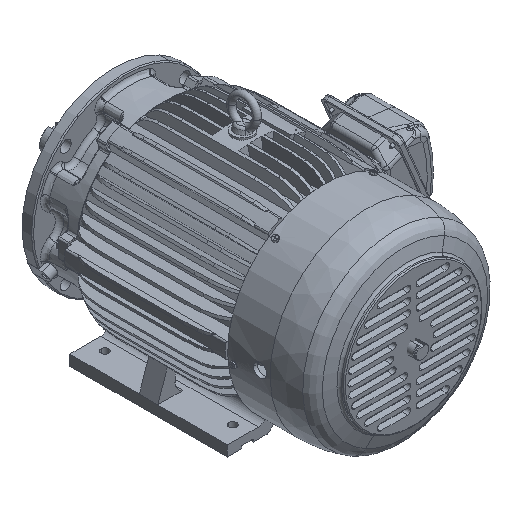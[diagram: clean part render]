
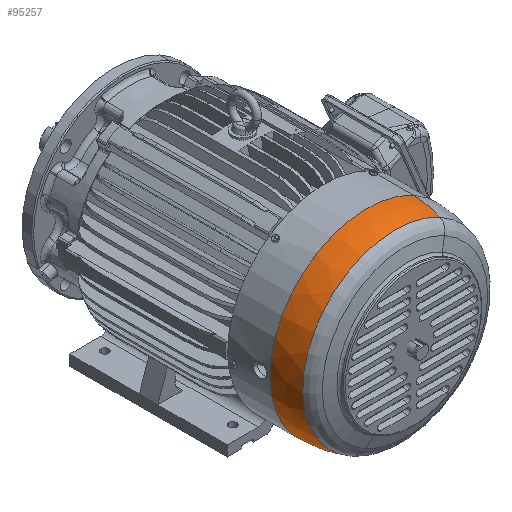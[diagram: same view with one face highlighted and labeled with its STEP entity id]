
A CAD part, isometric view. The second image highlights one B-rep face of the part: STEP entity #95257.
In plain terms, the highlighted spherical face has radius 182.75 mm.
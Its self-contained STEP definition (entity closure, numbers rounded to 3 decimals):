
#95170=CARTESIAN_POINT('Axis2P3D Location',(0.,-288.018,0.)) ;
#95174=CARTESIAN_POINT('Vertex',(-83.774,-288.018,-153.347)) ;
#95176=CARTESIAN_POINT('Vertex',(83.774,-288.018,153.347)) ;
#95227=CARTESIAN_POINT('Axis2P3D Location',(0.,-234.5,0.)) ;
#95232=CARTESIAN_POINT('Axis2P3D Location',(0.,-234.5,0.)) ;
#95236=CARTESIAN_POINT('Vertex',(-87.615,-234.5,-160.378)) ;
#95238=CARTESIAN_POINT('Vertex',(87.615,-234.5,160.378)) ;
#95241=CARTESIAN_POINT('Axis2P3D Location',(0.,-234.5,0.)) ;
#95246=CARTESIAN_POINT('Axis2P3D Location',(0.,-234.5,0.)) ;
#95171=DIRECTION('Axis2P3D Direction',(0.,1.,0.)) ;
#95228=DIRECTION('Axis2P3D Direction',(0.,1.,0.)) ;
#95229=DIRECTION('Axis2P3D XDirection',(0.479,0.,0.878)) ;
#95233=DIRECTION('Axis2P3D Direction',(0.,1.,0.)) ;
#95242=DIRECTION('Axis2P3D Direction',(0.878,0.,-0.479)) ;
#95247=DIRECTION('Axis2P3D Direction',(-0.878,0.,0.479)) ;
#95172=AXIS2_PLACEMENT_3D('Circle Axis2P3D',#95170,#95171,$) ;
#95230=AXIS2_PLACEMENT_3D('Sphere Axis2P3D',#95227,#95228,#95229) ;
#95234=AXIS2_PLACEMENT_3D('Circle Axis2P3D',#95232,#95233,$) ;
#95243=AXIS2_PLACEMENT_3D('Circle Axis2P3D',#95241,#95242,$) ;
#95248=AXIS2_PLACEMENT_3D('Circle Axis2P3D',#95246,#95247,$) ;
#95252=ORIENTED_EDGE('',*,*,#95240,.F.) ;
#95253=ORIENTED_EDGE('',*,*,#95245,.T.) ;
#95254=ORIENTED_EDGE('',*,*,#95178,.T.) ;
#95255=ORIENTED_EDGE('',*,*,#95250,.F.) ;
#95257=ADVANCED_FACE('31407C366.1',(#95256),#95231,.T.) ;
#95173=CIRCLE('generated circle',#95172,174.738) ;
#95235=CIRCLE('generated circle',#95234,182.75) ;
#95244=CIRCLE('generated circle',#95243,182.75) ;
#95249=CIRCLE('generated circle',#95248,182.75) ;
#95178=EDGE_CURVE('',#95175,#95177,#95173,.T.) ;
#95240=EDGE_CURVE('',#95237,#95239,#95235,.T.) ;
#95245=EDGE_CURVE('',#95237,#95175,#95244,.F.) ;
#95250=EDGE_CURVE('',#95239,#95177,#95249,.F.) ;
#95251=EDGE_LOOP('',(#95252,#95253,#95254,#95255)) ;
#95256=FACE_OUTER_BOUND('',#95251,.T.) ;
#95231=SPHERICAL_SURFACE('',#95230,182.75) ;
#95175=VERTEX_POINT('',#95174) ;
#95177=VERTEX_POINT('',#95176) ;
#95237=VERTEX_POINT('',#95236) ;
#95239=VERTEX_POINT('',#95238) ;
